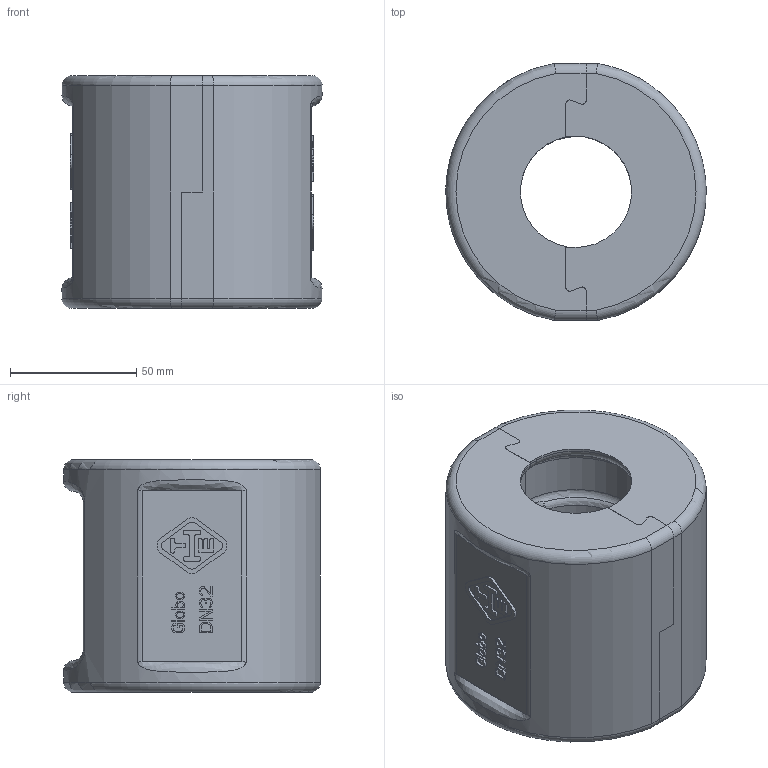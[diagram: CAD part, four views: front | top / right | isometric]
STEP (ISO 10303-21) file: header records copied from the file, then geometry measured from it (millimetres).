
FILE_DESCRIPTION((''),'2;1');
FILE_NAME('0600-05-553_ASM','2021-08-31T08:08:29',('reileo'),(''),'CREO PARAMETRIC BY PTC INC, 2020044','CREO PARAMETRIC BY PTC INC, 2020044','');
FILE_SCHEMA(('CONFIG_CONTROL_DESIGN'));
Length unit declared in the file: millimetre
Products named in the file (2): 0600-05-553; 0600-05-553_ASM
Assembly tree (2 placements, depth 2):
  0600-05-553_ASM
    0600-05-553  x2
Bounding box: 103 x 101.6 x 92 mm (x, y, z)
Volume: 502987 mm3; surface area: 70590.8 mm2
Topology: 2 solids, 2 shells, 1478 faces, 4120 edges, 2712 vertices
Faces by surface type: plane 882, extrusion 356, cylinder 166, bspline 38, torus 28, sphere 8
Entity records: 26088 total; most frequent: CARTESIAN_POINT 7770, ORIENTED_EDGE 4120, DIRECTION 3098, EDGE_CURVE 2060, VECTOR 1646, LINE 1468, VERTEX_POINT 1356, EDGE_LOOP 774
